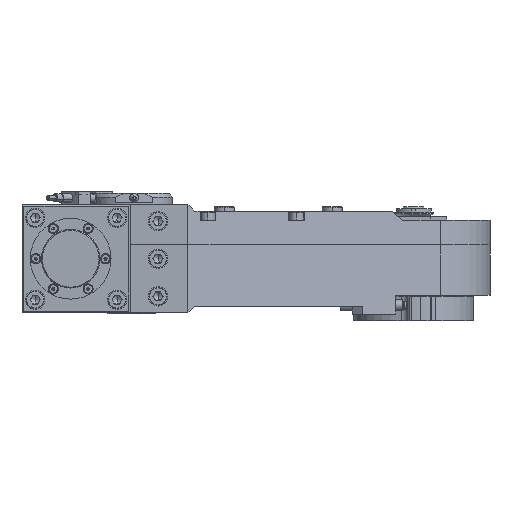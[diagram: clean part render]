
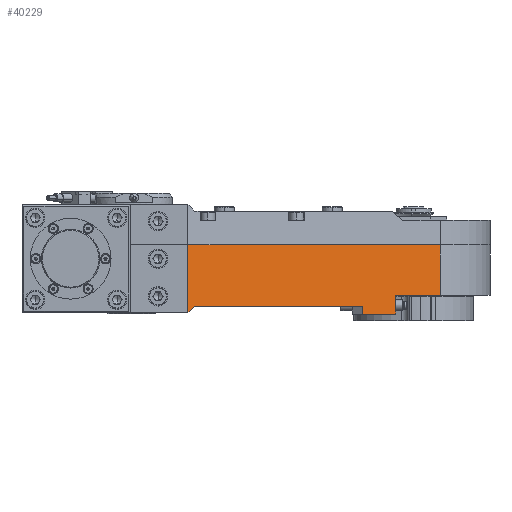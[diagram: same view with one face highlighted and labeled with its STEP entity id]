
A CAD part, left-side view. The second image highlights one B-rep face of the part: STEP entity #40229.
In plain terms, the highlighted planar face has unit normal (-0.954, -0.3, 0).
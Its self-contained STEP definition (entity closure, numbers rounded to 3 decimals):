
#1470 = VERTEX_POINT ( 'NONE', #15771 ) ;
#1472 = VERTEX_POINT ( 'NONE', #15773 ) ;
#1477 = VERTEX_POINT ( 'NONE', #15778 ) ;
#1479 = VERTEX_POINT ( 'NONE', #15780 ) ;
#1513 = VERTEX_POINT ( 'NONE', #15814 ) ;
#1515 = VERTEX_POINT ( 'NONE', #15816 ) ;
#1566 = VERTEX_POINT ( 'NONE', #15867 ) ;
#1568 = VERTEX_POINT ( 'NONE', #15869 ) ;
#1571 = VERTEX_POINT ( 'NONE', #15872 ) ;
#7229 = EDGE_LOOP ( 'NONE', ( #10936, #10937, #10938, #10939, #10940, #10941, #10942, #10943, #10944 ) ) ;
#10482 = EDGE_CURVE ( 'NONE', #1470, #1472, #28761, .T. ) ;
#10493 = EDGE_CURVE ( 'NONE', #1477, #1479, #28781, .T. ) ;
#10508 = EDGE_CURVE ( 'NONE', #1513, #1515, #28799, .T. ) ;
#10539 = EDGE_CURVE ( 'NONE', #1470, #1568, #28861, .T. ) ;
#10544 = EDGE_CURVE ( 'NONE', #1571, #1513, #28865, .T. ) ;
#10545 = EDGE_CURVE ( 'NONE', #1477, #1566, #28870, .T. ) ;
#10546 = EDGE_CURVE ( 'NONE', #1566, #1568, #28872, .T. ) ;
#10547 = EDGE_CURVE ( 'NONE', #1515, #1479, #28866, .T. ) ;
#10548 = EDGE_CURVE ( 'NONE', #1472, #1571, #28876, .T. ) ;
#10936 = ORIENTED_EDGE ( 'NONE', *, *, #10546, .F. ) ;
#10937 = ORIENTED_EDGE ( 'NONE', *, *, #10545, .F. ) ;
#10938 = ORIENTED_EDGE ( 'NONE', *, *, #10493, .T. ) ;
#10939 = ORIENTED_EDGE ( 'NONE', *, *, #10547, .F. ) ;
#10940 = ORIENTED_EDGE ( 'NONE', *, *, #10508, .F. ) ;
#10941 = ORIENTED_EDGE ( 'NONE', *, *, #10544, .F. ) ;
#10942 = ORIENTED_EDGE ( 'NONE', *, *, #10548, .F. ) ;
#10943 = ORIENTED_EDGE ( 'NONE', *, *, #10482, .F. ) ;
#10944 = ORIENTED_EDGE ( 'NONE', *, *, #10539, .T. ) ;
#15771 = CARTESIAN_POINT ( 'NONE',  ( -91.233, 46., -62.5 ) ) ;
#15773 = CARTESIAN_POINT ( 'NONE',  ( -91.233, 46., -55.5 ) ) ;
#15778 = CARTESIAN_POINT ( 'NONE',  ( -69.118, -24.21, -45.5 ) ) ;
#15780 = CARTESIAN_POINT ( 'NONE',  ( -69.118, -24.21, 0. ) ) ;
#15814 = CARTESIAN_POINT ( 'NONE',  ( -141., 204., -61.5 ) ) ;
#15816 = CARTESIAN_POINT ( 'NONE',  ( -141., 204., 0. ) ) ;
#15867 = CARTESIAN_POINT ( 'NONE',  ( -81.784, 16., -45.5 ) ) ;
#15869 = CARTESIAN_POINT ( 'NONE',  ( -81.784, 16., -62.5 ) ) ;
#15872 = CARTESIAN_POINT ( 'NONE',  ( -139.11, 198., -55.5 ) ) ;
#28173 = CARTESIAN_POINT ( 'NONE',  ( -91.233, 46., -62.5 ) ) ;
#28174 = DIRECTION ( 'NONE',  ( 0., 0., 1. ) ) ;
#28192 = CARTESIAN_POINT ( 'NONE',  ( -69.118, -24.21, -62.5 ) ) ;
#28198 = DIRECTION ( 'NONE',  ( 0., 0., 1. ) ) ;
#28227 = CARTESIAN_POINT ( 'NONE',  ( -141., 204., -62.5 ) ) ;
#28232 = DIRECTION ( 'NONE',  ( 0., 0., 1. ) ) ;
#28301 = CARTESIAN_POINT ( 'NONE',  ( -141., 204., -62.5 ) ) ;
#28302 = DIRECTION ( 'NONE',  ( 0.3, -0.954, 0. ) ) ;
#28312 = CARTESIAN_POINT ( 'NONE',  ( -141.15, 204.476, -61.976 ) ) ;
#28315 = CARTESIAN_POINT ( 'NONE',  ( -141., 204., 0. ) ) ;
#28316 = DIRECTION ( 'NONE',  ( -0.217, 0.69, -0.69 ) ) ;
#28317 = CARTESIAN_POINT ( 'NONE',  ( -81.784, 16., -45.5 ) ) ;
#28318 = DIRECTION ( 'NONE',  ( -0.3, 0.954, 0. ) ) ;
#28319 = CARTESIAN_POINT ( 'NONE',  ( -81.784, 16., -45.5 ) ) ;
#28320 = DIRECTION ( 'NONE',  ( 0., 0., -1. ) ) ;
#28322 = DIRECTION ( 'NONE',  ( 0.3, -0.954, 0. ) ) ;
#28324 = CARTESIAN_POINT ( 'NONE',  ( -141., 204., -55.5 ) ) ;
#28325 = DIRECTION ( 'NONE',  ( -0.3, 0.954, 0. ) ) ;
#28761 = LINE ( 'NONE', #28173, #28762 ) ;
#28762 = VECTOR ( 'NONE', #28174, 1000. ) ;
#28779 = VECTOR ( 'NONE', #28198, 1000. ) ;
#28781 = LINE ( 'NONE', #28192, #28779 ) ;
#28799 = LINE ( 'NONE', #28227, #28807 ) ;
#28807 = VECTOR ( 'NONE', #28232, 1000. ) ;
#28861 = LINE ( 'NONE', #28301, #28862 ) ;
#28862 = VECTOR ( 'NONE', #28302, 1000. ) ;
#28865 = LINE ( 'NONE', #28312, #28868 ) ;
#28866 = LINE ( 'NONE', #28315, #28874 ) ;
#28868 = VECTOR ( 'NONE', #28316, 1000. ) ;
#28870 = LINE ( 'NONE', #28317, #28871 ) ;
#28871 = VECTOR ( 'NONE', #28318, 1000. ) ;
#28872 = LINE ( 'NONE', #28319, #28873 ) ;
#28873 = VECTOR ( 'NONE', #28320, 1000. ) ;
#28874 = VECTOR ( 'NONE', #28322, 1000. ) ;
#28876 = LINE ( 'NONE', #28324, #28877 ) ;
#28877 = VECTOR ( 'NONE', #28325, 1000. ) ;
#36177 = AXIS2_PLACEMENT_3D ( 'NONE', #36975, #36985, #36986 ) ;
#36595 = FACE_OUTER_BOUND ( 'NONE', #7229, .T. ) ;
#36964 = PLANE ( 'NONE',  #36177 ) ;
#36975 = CARTESIAN_POINT ( 'NONE',  ( -141., 204., -62.5 ) ) ;
#36985 = DIRECTION ( 'NONE',  ( -0.954, -0.3, 0. ) ) ;
#36986 = DIRECTION ( 'NONE',  ( 0.3, -0.954, 0. ) ) ;
#40229 = ADVANCED_FACE ( 'NONE', ( #36595 ), #36964, .T. ) ;
